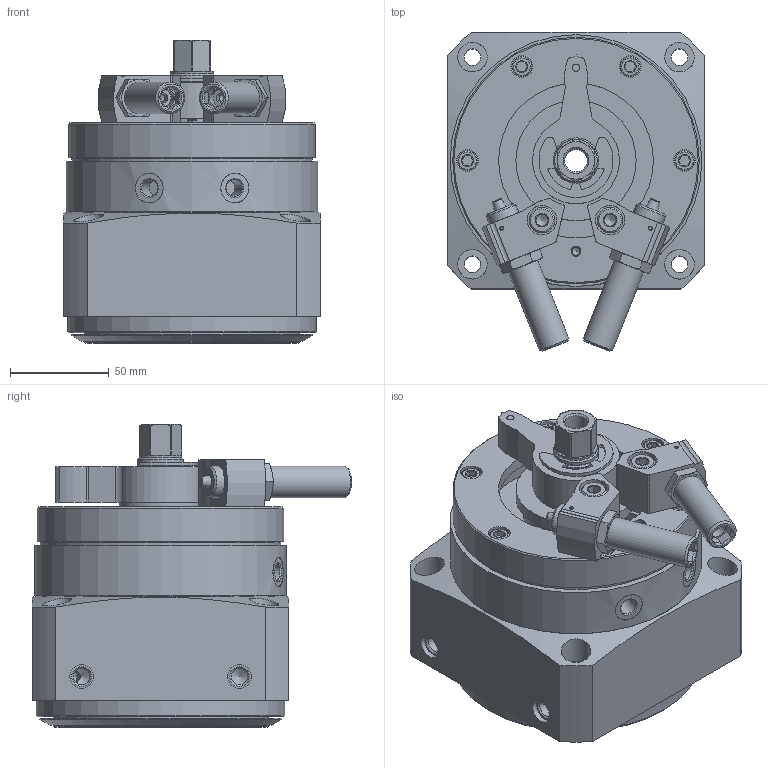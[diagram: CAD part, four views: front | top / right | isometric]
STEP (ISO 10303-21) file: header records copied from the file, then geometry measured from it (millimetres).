
FILE_DESCRIPTION(/* description */ ('STEP AP214'),/* implementation_level */ '2;1');
FILE_NAME(/* name */ '1369120_DSM-40-270-P1-HD-A-B',/* time_stamp */ '2024-08-21T18:45:56+02:00',/* author */ ('License CC BY-ND 4.0'),/* organization */ ('CADENAS'),/* preprocessor_version */ 'ST-DEVELOPER v19.3',/* originating_system */ 'PARTsolutions',/* authorisation */ ' ');
FILE_SCHEMA (('AUTOMOTIVE_DESIGN {1 0 10303 214 3 1 1}'));
Length unit declared in the file: millimetre
Products named in the file (9): 1369120 DSM-40-270-P1-HD-A-B---(0); 1369634 DSM-40-270-HD---(Geh); 342623 DSM-40_NS; 704067 DSM-40-BR---(HZ); 548377 DYEF-M16-Y1F_P; DIN-912 - M8x30(F); 348988 SPZ-25-P-A M16X1-5-19; 704066 DSM-40-BL---(HZ); 1369634 DSM-40-270-HD---(Kol)
Assembly tree (12 placements, depth 2):
  1369120 DSM-40-270-P1-HD-A-B---(0)
    1369634 DSM-40-270-HD---(Geh)
    342623 DSM-40_NS  x2
    704067 DSM-40-BR---(HZ)
    548377 DYEF-M16-Y1F_P  x2
    DIN-912 - M8x30(F)  x2
    348988 SPZ-25-P-A M16X1-5-19  x2
    704066 DSM-40-BL---(HZ)
    1369634 DSM-40-270-HD---(Kol)
Bounding box: 130 x 161.83 x 154 mm (x, y, z)
Volume: 1396699 mm3; surface area: 237357.5 mm2
Topology: 12 solids, 12 shells, 601 faces, 1352 edges, 857 vertices
Faces by surface type: plane 310, cylinder 174, cone 105, torus 12
Full cylindrical faces by diameter (mm): 1.567 x2, 3.1 x2, 3.7 x2, 5 x1, 6.647 x6, 8 x2, 8.376 x10, 8.5 x4, 8.566 x2, 8.917 x2, 9 x2, 10 x6, 11 x6, 11.445 x1, 12 x10, 13 x6, 14.917 x4, 15 x12, 16 x2, 19 x1, 20 x1, 21.5 x1, 23 x2, 25 x1, 30 x2, 36 x2, 42 x1, 53 x1, 61 x1, 78.5 x1
Entity records: 15224 total; most frequent: CARTESIAN_POINT 2652, DIRECTION 2357, ORIENTED_EDGE 1876, AXIS2_PLACEMENT_3D 976, EDGE_CURVE 938, FACE_BOUND 824, EDGE_LOOP 813, VERTEX_POINT 710
